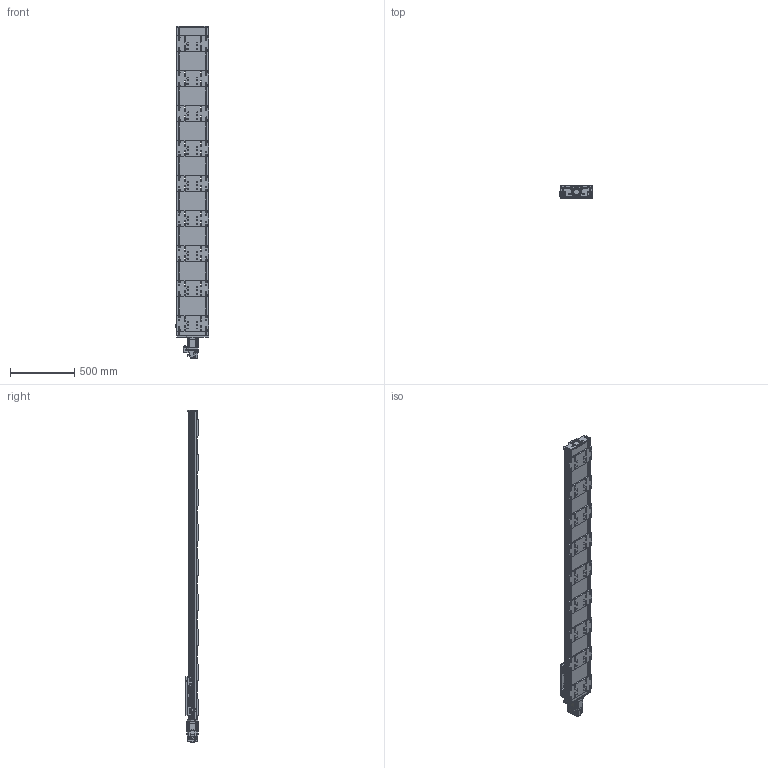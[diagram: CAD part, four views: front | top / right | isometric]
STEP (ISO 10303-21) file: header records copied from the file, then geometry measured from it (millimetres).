
FILE_DESCRIPTION (( 'STEP AP214' ), '1' );
FILE_NAME ('LRU_LRU2000x25-E01T11A.step', '2025-08-04T17:57:26', ( '' ), ( '' ), 'SwSTEP 2.0', 'SolidWorks 2019', '' );
FILE_SCHEMA (( 'AUTOMOTIVE_DESIGN' ));
Length unit declared in the file: millimetre
Products named in the file (7): LRU_carriage^LRU_250; AP187^LRU; NMS23_sensor^LRU; LRU_base^LRU_LRU2000x25; NMS34_motor^LRU_LRU; LRU_LRU2000x25-E01T11A; LC40_carriage^LRU
Assembly tree (9 placements, depth 2):
  LRU_LRU2000x25-E01T11A
    LRU_base^LRU_LRU2000x25
    LRU_carriage^LRU_250
    NMS34_motor^LRU_LRU
    LC40_carriage^LRU  x4
    NMS23_sensor^LRU
    AP187^LRU
Bounding box: 259.25 x 100 x 2580.55 mm (x, y, z)
Volume: 15647999.2 mm3; surface area: 4487132.1 mm2
Topology: 244 solids, 244 shells, 4189 faces, 10265 edges, 6814 vertices
Faces by surface type: plane 2456, cylinder 1616, cone 51, bspline 48, sphere 12, torus 6
Entity records: 106858 total; most frequent: CARTESIAN_POINT 18970, DIRECTION 17860, ORIENTED_EDGE 16804, EDGE_CURVE 8402, AXIS2_PLACEMENT_3D 6268, VERTEX_POINT 5572, LINE 5324, VECTOR 5324
